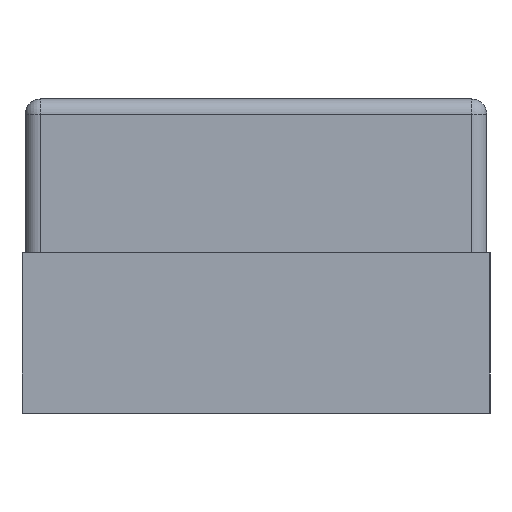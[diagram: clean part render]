
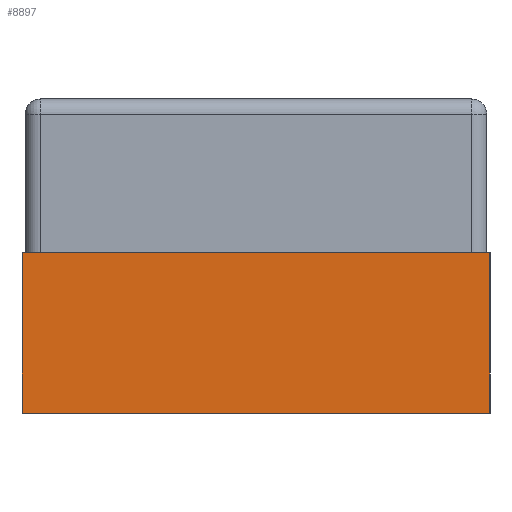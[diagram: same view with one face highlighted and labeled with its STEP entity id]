
A CAD part, left-side view. The second image highlights one B-rep face of the part: STEP entity #8897.
In plain terms, the highlighted planar face has unit normal (-1, 0, 0).
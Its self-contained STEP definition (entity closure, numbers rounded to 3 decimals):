
#249 = CARTESIAN_POINT ( 'NONE',  ( -5.1, 0.76, -0.02 ) ) ;
#379 = LINE ( 'NONE', #249, #9711 ) ;
#768 = CARTESIAN_POINT ( 'NONE',  ( -5.1, 0.76, 0.5 ) ) ;
#1433 = EDGE_LOOP ( 'NONE', ( #8633, #5228, #2794, #8572 ) ) ;
#1483 = EDGE_CURVE ( 'NONE', #11352, #2765, #379, .T. ) ;
#1524 = AXIS2_PLACEMENT_3D ( 'NONE', #6799, #2970, #5923 ) ;
#2765 = VERTEX_POINT ( 'NONE', #768 ) ;
#2794 = ORIENTED_EDGE ( 'NONE', *, *, #1483, .F. ) ;
#2970 = DIRECTION ( 'NONE',  ( 1., 0., 0. ) ) ;
#3062 = LINE ( 'NONE', #10597, #7216 ) ;
#4781 = EDGE_CURVE ( 'NONE', #6314, #2765, #10455, .T. ) ;
#4946 = PLANE ( 'NONE',  #1524 ) ;
#5030 = CARTESIAN_POINT ( 'NONE',  ( -5.1, -0.76, -0.02 ) ) ;
#5228 = ORIENTED_EDGE ( 'NONE', *, *, #4781, .T. ) ;
#5838 = DIRECTION ( 'NONE',  ( 0., 1., 0. ) ) ;
#5873 = DIRECTION ( 'NONE',  ( 0., 1., 0. ) ) ;
#5878 = LINE ( 'NONE', #5030, #6105 ) ;
#5923 = DIRECTION ( 'NONE',  ( 0., 0., -1. ) ) ;
#6105 = VECTOR ( 'NONE', #8798, 1000. ) ;
#6314 = VERTEX_POINT ( 'NONE', #8987 ) ;
#6799 = CARTESIAN_POINT ( 'NONE',  ( -5.1, -0.76, -0.02 ) ) ;
#7082 = DIRECTION ( 'NONE',  ( 0., 0., 1. ) ) ;
#7216 = VECTOR ( 'NONE', #5838, 1000. ) ;
#7648 = EDGE_CURVE ( 'NONE', #8894, #11352, #3062, .T. ) ;
#7729 = CARTESIAN_POINT ( 'NONE',  ( -5.1, 0.76, -0.02 ) ) ;
#8572 = ORIENTED_EDGE ( 'NONE', *, *, #7648, .F. ) ;
#8633 = ORIENTED_EDGE ( 'NONE', *, *, #11424, .T. ) ;
#8709 = FACE_OUTER_BOUND ( 'NONE', #1433, .T. ) ;
#8798 = DIRECTION ( 'NONE',  ( 0., 0., 1. ) ) ;
#8894 = VERTEX_POINT ( 'NONE', #9561 ) ;
#8897 = ADVANCED_FACE ( 'NONE', ( #8709 ), #4946, .F. ) ;
#8987 = CARTESIAN_POINT ( 'NONE',  ( -5.1, -0.76, 0.5 ) ) ;
#9254 = VECTOR ( 'NONE', #5873, 1000. ) ;
#9561 = CARTESIAN_POINT ( 'NONE',  ( -5.1, -0.76, -0.02 ) ) ;
#9711 = VECTOR ( 'NONE', #7082, 1000. ) ;
#10455 = LINE ( 'NONE', #11629, #9254 ) ;
#10597 = CARTESIAN_POINT ( 'NONE',  ( -5.1, -0.76, -0.02 ) ) ;
#11352 = VERTEX_POINT ( 'NONE', #7729 ) ;
#11424 = EDGE_CURVE ( 'NONE', #8894, #6314, #5878, .T. ) ;
#11629 = CARTESIAN_POINT ( 'NONE',  ( -5.1, -0.76, 0.5 ) ) ;
